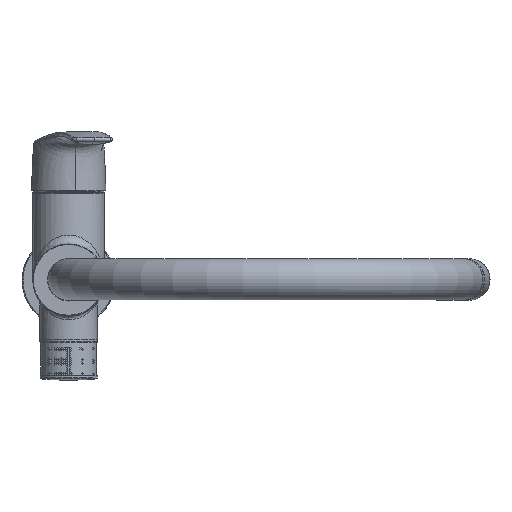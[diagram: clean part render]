
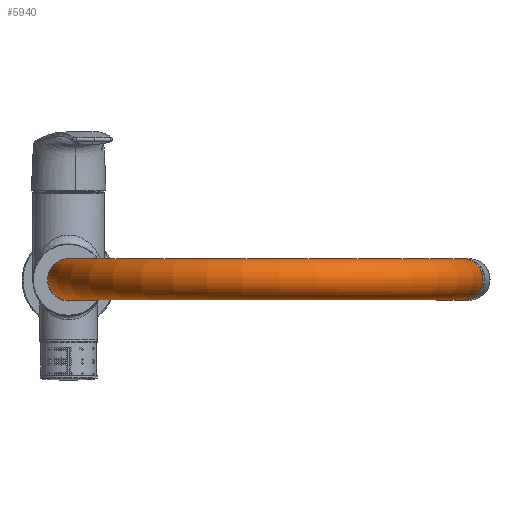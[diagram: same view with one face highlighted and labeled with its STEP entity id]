
A CAD part, top view. The second image highlights one B-rep face of the part: STEP entity #5940.
In plain terms, the highlighted toroidal (fillet/blend) face has major radius 110.5 mm and minor radius 11.5 mm.
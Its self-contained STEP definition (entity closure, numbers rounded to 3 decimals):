
#2633=ORIENTED_EDGE('',*,*,#3683,.F.);
#2634=ORIENTED_EDGE('',*,*,#3696,.F.);
#3683=EDGE_CURVE('',#4695,#4695,#4923,.T.);
#3696=EDGE_CURVE('',#4705,#4705,#4928,.T.);
#4695=VERTEX_POINT('',#23339);
#4705=VERTEX_POINT('',#23366);
#4923=CIRCLE('',#8414,11.5);
#4928=CIRCLE('',#8423,11.5);
#5272=EDGE_LOOP('',(#2633));
#5273=EDGE_LOOP('',(#2634));
#5620=FACE_BOUND('',#5272,.T.);
#5621=FACE_BOUND('',#5273,.T.);
#5640=TOROIDAL_SURFACE('',#8422,110.5,11.5);
#5940=ADVANCED_FACE('',(#5620,#5621),#5640,.T.);
#8414=AXIS2_PLACEMENT_3D('',#23338,#9706,#9707);
#8422=AXIS2_PLACEMENT_3D('',#23364,#9730,#9731);
#8423=AXIS2_PLACEMENT_3D('',#23365,#9732,#9733);
#9706=DIRECTION('',(0.,0.,-1.));
#9707=DIRECTION('',(-1.,0.,0.));
#9730=DIRECTION('',(0.,-1.,0.));
#9731=DIRECTION('',(0.,0.,-1.));
#9732=DIRECTION('',(0.174,0.,-0.985));
#9733=DIRECTION('',(-0.985,0.,-0.174));
#23338=CARTESIAN_POINT('',(0.,0.,205.2));
#23339=CARTESIAN_POINT('',(-11.5,0.,205.2));
#23364=CARTESIAN_POINT('',(110.5,0.,205.2));
#23365=CARTESIAN_POINT('',(219.321,0.,224.388));
#23366=CARTESIAN_POINT('',(207.996,0.,222.391));
